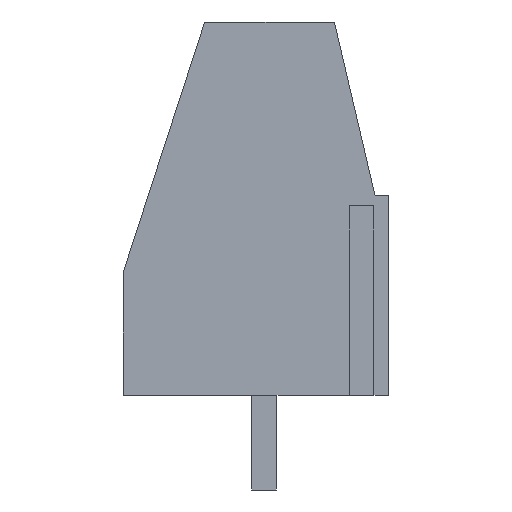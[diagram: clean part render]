
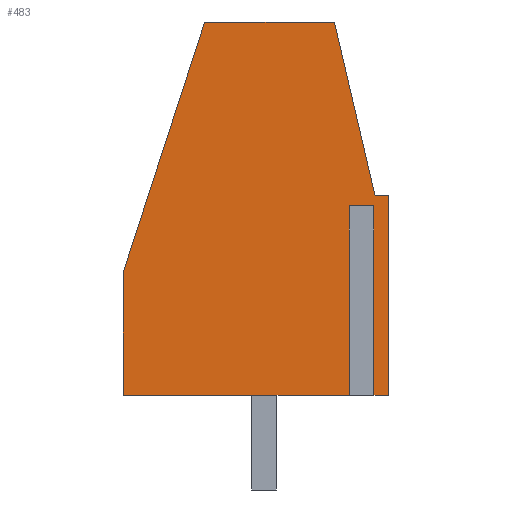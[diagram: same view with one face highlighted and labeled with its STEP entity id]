
A CAD part, left-side view. The second image highlights one B-rep face of the part: STEP entity #483.
In plain terms, the highlighted planar face has unit normal (-1, 0, 0).
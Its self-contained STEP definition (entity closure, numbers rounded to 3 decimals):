
#13=DIRECTION('',(0.,0.,1.));
#21=EDGE_CURVE('',#22,#24,#26,.T.);
#22=VERTEX_POINT('',#23);
#23=CARTESIAN_POINT('',(-2.54,-4.6,0.));
#24=VERTEX_POINT('',#25);
#25=CARTESIAN_POINT('',(-2.54,-3.83,0.));
#26=LINE('',#23,#27);
#27=VECTOR('',#28,1.);
#28=DIRECTION('',(0.,1.,0.));
#35=DIRECTION('',(1.,0.,0.));
#53=VECTOR('',#54,1.);
#54=DIRECTION('',(0.,-1.,0.));
#68=VERTEX_POINT('',#69);
#69=CARTESIAN_POINT('',(-2.54,5.2,0.));
#72=EDGE_CURVE('',#73,#68,#26,.T.);
#73=VERTEX_POINT('',#74);
#74=CARTESIAN_POINT('',(-2.54,-3.37,0.));
#483=ADVANCED_FACE('',(#484),#538,.F.);
#484=FACE_BOUND('',#485,.F.);
#485=EDGE_LOOP('',(#486,#495,#500,#506,#507,#513,#518,#521,#522,#527,#534));
#486=ORIENTED_EDGE('',*,*,#487,.T.);
#487=EDGE_CURVE('',#488,#490,#492,.T.);
#488=VERTEX_POINT('',#489);
#489=CARTESIAN_POINT('',(-2.54,-2.6,13.8));
#490=VERTEX_POINT('',#491);
#491=CARTESIAN_POINT('',(-2.54,-4.1,7.4));
#492=LINE('',#489,#493);
#493=VECTOR('',#494,1.);
#494=DIRECTION('',(0.,-0.228,-0.974));
#495=ORIENTED_EDGE('',*,*,#496,.T.);
#496=EDGE_CURVE('',#490,#497,#499,.T.);
#497=VERTEX_POINT('',#498);
#498=CARTESIAN_POINT('',(-2.54,-4.6,7.4));
#499=LINE('',#491,#53);
#500=ORIENTED_EDGE('',*,*,#501,.T.);
#501=EDGE_CURVE('',#497,#22,#502,.T.);
#502=LINE('',#503,#504);
#503=CARTESIAN_POINT('',(-2.54,-4.6,13.8));
#504=VECTOR('',#505,1.);
#505=DIRECTION('',(0.,0.,-1.));
#506=ORIENTED_EDGE('',*,*,#21,.T.);
#507=ORIENTED_EDGE('',*,*,#508,.T.);
#508=EDGE_CURVE('',#24,#509,#511,.T.);
#509=VERTEX_POINT('',#510);
#510=CARTESIAN_POINT('',(-2.54,-3.83,7.));
#511=LINE('',#25,#512);
#512=VECTOR('',#13,1.);
#513=ORIENTED_EDGE('',*,*,#514,.T.);
#514=EDGE_CURVE('',#509,#515,#517,.T.);
#515=VERTEX_POINT('',#516);
#516=CARTESIAN_POINT('',(-2.54,-3.37,7.));
#517=LINE('',#510,#27);
#518=ORIENTED_EDGE('',*,*,#519,.F.);
#519=EDGE_CURVE('',#73,#515,#520,.T.);
#520=LINE('',#74,#512);
#521=ORIENTED_EDGE('',*,*,#72,.T.);
#522=ORIENTED_EDGE('',*,*,#523,.T.);
#523=EDGE_CURVE('',#68,#524,#526,.T.);
#524=VERTEX_POINT('',#525);
#525=CARTESIAN_POINT('',(-2.54,5.2,4.57));
#526=LINE('',#69,#512);
#527=ORIENTED_EDGE('',*,*,#528,.F.);
#528=EDGE_CURVE('',#529,#524,#531,.T.);
#529=VERTEX_POINT('',#530);
#530=CARTESIAN_POINT('',(-2.54,2.2,13.8));
#531=LINE('',#530,#532);
#532=VECTOR('',#533,1.);
#533=DIRECTION('',(0.,0.309,-0.951));
#534=ORIENTED_EDGE('',*,*,#535,.T.);
#535=EDGE_CURVE('',#529,#488,#536,.T.);
#536=LINE('',#537,#53);
#537=CARTESIAN_POINT('',(-2.54,5.2,13.8));
#538=PLANE('',#539);
#539=AXIS2_PLACEMENT_3D('',#540,#35,#541);
#540=CARTESIAN_POINT('',(-2.54,0.3,6.9));
#541=DIRECTION('',(-0.,0.,1.));
